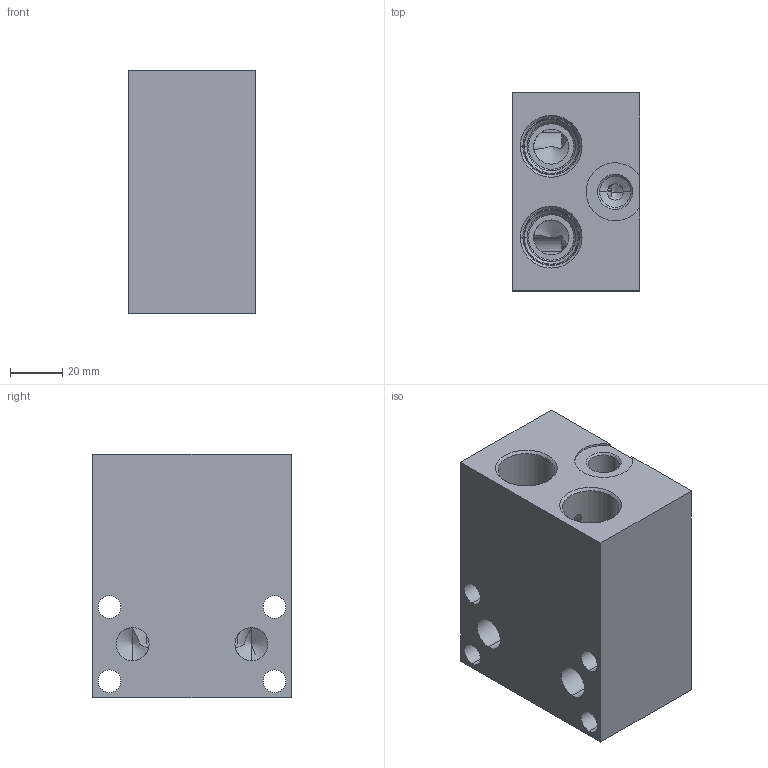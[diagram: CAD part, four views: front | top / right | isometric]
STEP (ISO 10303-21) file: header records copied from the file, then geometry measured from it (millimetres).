
FILE_DESCRIPTION((''),'2;1');
FILE_NAME('YFZ_ASM','2019-07-16T',('ProEService'),(''),'PRO/ENGINEER BY PARAMETRIC TECHNOLOGY CORPORATION, 2014200','PRO/ENGINEER BY PARAMETRIC TECHNOLOGY CORPORATION, 2014200','');
FILE_SCHEMA(('CONFIG_CONTROL_DESIGN'));
Length unit declared in the file: inch
Products named in the file (5): 150-790-003; A330-006-004; CSZNXXN; A330-006-002; YFZ_ASM
Assembly tree (5 placements, depth 2):
  YFZ_ASM
    150-790-003
    A330-006-004
    CSZNXXN
    A330-006-002  x2
Bounding box: 49.23 x 76.2 x 93.68 mm (x, y, z)
Volume: 271550.2 mm3; surface area: 56040.4 mm2
Topology: 9 solids, 9 shells, 431 faces, 1257 edges, 979 vertices
Faces by surface type: cylinder 152, cone 127, plane 84, torus 56, revolution 8, sphere 4
Entity records: 15266 total; most frequent: CARTESIAN_POINT 4854, DIRECTION 2275, ORIENTED_EDGE 1776, EDGE_CURVE 888, AXIS2_PLACEMENT_3D 841, VECTOR 585, LINE 585, VERTEX_POINT 523
